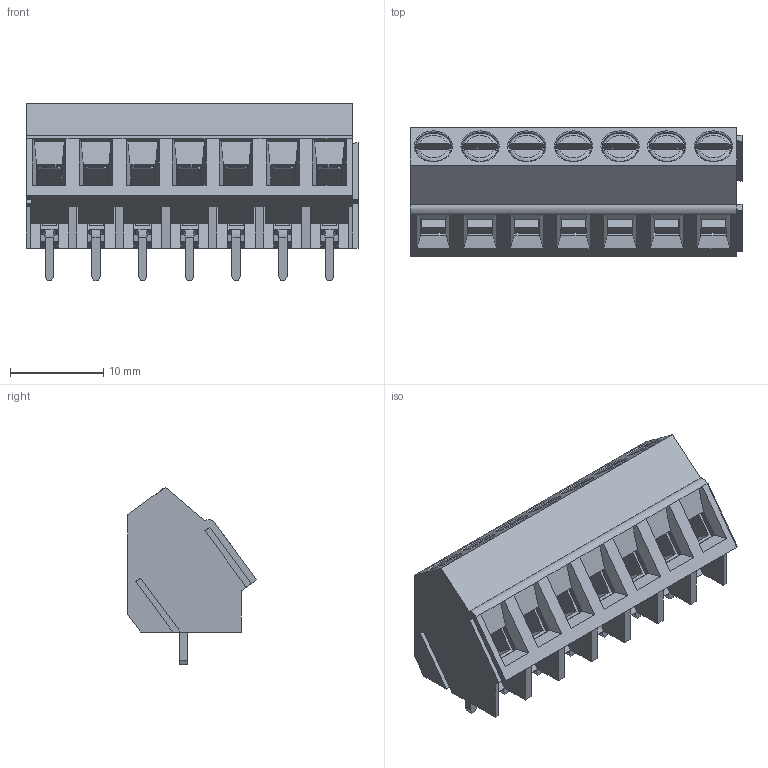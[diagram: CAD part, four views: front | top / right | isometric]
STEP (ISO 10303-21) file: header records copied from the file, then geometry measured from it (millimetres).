
FILE_DESCRIPTION(('STEP AP214'), '1');
FILE_NAME('DG103-5.0-03', '2018-03-17T09:02:26', ('Nobody'), (''), 'ASCON STEP Converter 1.3', 'ASCON Math Kernel', '');
FILE_SCHEMA(('AUTOMOTIVE_DESIGN { 1 0 10303 214 3 1 1}'));
Length unit declared in the file: millimetre
Assembly tree (22 placements, depth 2):
  (unnamed)
    (unnamed)
    (unnamed)  x7
    (unnamed)  x7
    (unnamed)  x7
Bounding box: 35.55 x 13.8 x 19 mm (x, y, z)
Volume: 3343.9 mm3; surface area: 7205.8 mm2
Topology: 22 solids, 22 shells, 797 faces, 2028 edges, 1282 vertices
Faces by surface type: plane 677, cylinder 85, torus 21, cone 14
Full cylindrical faces by diameter (mm): 1.8 x7, 2 x7, 2.5 x7, 2.6 x7, 4 x7, 4.1 x7
Entity records: 15436 total; most frequent: CARTESIAN_POINT 2170, ORIENTED_EDGE 1996, DIRECTION 1861, EDGE_CURVE 998, LINE 933, VECTOR 933, VERTEX_POINT 651, AXIS2_PLACEMENT_3D 464
